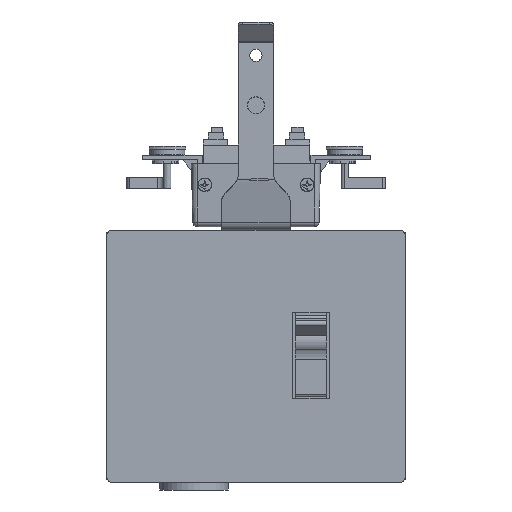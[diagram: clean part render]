
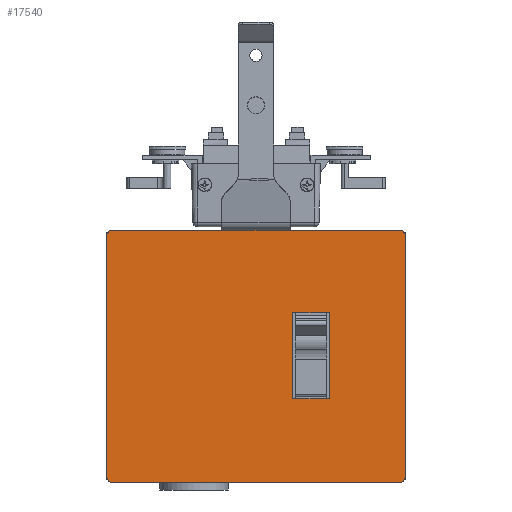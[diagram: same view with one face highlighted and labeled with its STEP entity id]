
A CAD part, front view. The second image highlights one B-rep face of the part: STEP entity #17540.
In plain terms, the highlighted planar face has unit normal (0, -1, 0).
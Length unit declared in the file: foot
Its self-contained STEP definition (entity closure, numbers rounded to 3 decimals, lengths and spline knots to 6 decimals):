
#1524=LINE('',#29522,#3440);
#1525=LINE('',#29526,#3441);
#1526=LINE('',#29530,#3442);
#1527=LINE('',#29534,#3443);
#1528=LINE('',#29538,#3444);
#1529=LINE('',#29540,#3445);
#1530=LINE('',#29542,#3446);
#1531=LINE('',#29543,#3447);
#3440=VECTOR('',#22990,1.);
#3441=VECTOR('',#22993,1.);
#3442=VECTOR('',#22996,1.);
#3443=VECTOR('',#22999,1.);
#3444=VECTOR('',#23002,1.);
#3445=VECTOR('',#23003,1.);
#3446=VECTOR('',#23004,1.);
#3447=VECTOR('',#23005,1.);
#4791=FACE_BOUND('',#6521,.T.);
#5364=FACE_OUTER_BOUND('',#6520,.T.);
#6520=EDGE_LOOP('',(#13636,#13637,#13638,#13639,#13640,#13641,#13642,#13643));
#6521=EDGE_LOOP('',(#13644,#13645,#13646,#13647));
#7326=CIRCLE('',#19786,0.010186);
#7327=CIRCLE('',#19787,0.010186);
#7328=CIRCLE('',#19788,0.010186);
#7329=CIRCLE('',#19789,0.010186);
#8193=VERTEX_POINT('',#29520);
#8194=VERTEX_POINT('',#29521);
#8195=VERTEX_POINT('',#29523);
#8196=VERTEX_POINT('',#29525);
#8197=VERTEX_POINT('',#29527);
#8198=VERTEX_POINT('',#29529);
#8199=VERTEX_POINT('',#29531);
#8200=VERTEX_POINT('',#29533);
#8201=VERTEX_POINT('',#29536);
#8202=VERTEX_POINT('',#29537);
#8203=VERTEX_POINT('',#29539);
#8204=VERTEX_POINT('',#29541);
#10097=EDGE_CURVE('',#8193,#8194,#1524,.T.);
#10098=EDGE_CURVE('',#8194,#8195,#7326,.T.);
#10099=EDGE_CURVE('',#8195,#8196,#1525,.T.);
#10100=EDGE_CURVE('',#8196,#8197,#7327,.T.);
#10101=EDGE_CURVE('',#8197,#8198,#1526,.T.);
#10102=EDGE_CURVE('',#8198,#8199,#7328,.T.);
#10103=EDGE_CURVE('',#8199,#8200,#1527,.T.);
#10104=EDGE_CURVE('',#8200,#8193,#7329,.T.);
#10105=EDGE_CURVE('',#8201,#8202,#1528,.T.);
#10106=EDGE_CURVE('',#8202,#8203,#1529,.T.);
#10107=EDGE_CURVE('',#8203,#8204,#1530,.T.);
#10108=EDGE_CURVE('',#8204,#8201,#1531,.T.);
#13636=ORIENTED_EDGE('',*,*,#10097,.T.);
#13637=ORIENTED_EDGE('',*,*,#10098,.T.);
#13638=ORIENTED_EDGE('',*,*,#10099,.T.);
#13639=ORIENTED_EDGE('',*,*,#10100,.T.);
#13640=ORIENTED_EDGE('',*,*,#10101,.T.);
#13641=ORIENTED_EDGE('',*,*,#10102,.T.);
#13642=ORIENTED_EDGE('',*,*,#10103,.T.);
#13643=ORIENTED_EDGE('',*,*,#10104,.T.);
#13644=ORIENTED_EDGE('',*,*,#10105,.T.);
#13645=ORIENTED_EDGE('',*,*,#10106,.T.);
#13646=ORIENTED_EDGE('',*,*,#10107,.T.);
#13647=ORIENTED_EDGE('',*,*,#10108,.T.);
#16580=PLANE('',#19785);
#17540=ADVANCED_FACE('',(#5364,#4791),#16580,.T.);
#19785=AXIS2_PLACEMENT_3D('',#29519,#22988,#22989);
#19786=AXIS2_PLACEMENT_3D('',#29524,#22991,#22992);
#19787=AXIS2_PLACEMENT_3D('',#29528,#22994,#22995);
#19788=AXIS2_PLACEMENT_3D('',#29532,#22997,#22998);
#19789=AXIS2_PLACEMENT_3D('',#29535,#23000,#23001);
#22988=DIRECTION('center_axis',(0.,-1.,0.));
#22989=DIRECTION('ref_axis',(-1.,0.,0.));
#22990=DIRECTION('',(-1.,0.,0.));
#22991=DIRECTION('center_axis',(0.,-1.,0.));
#22992=DIRECTION('ref_axis',(1.,0.,0.));
#22993=DIRECTION('',(0.,0.,-1.));
#22994=DIRECTION('center_axis',(0.,-1.,0.));
#22995=DIRECTION('ref_axis',(1.,0.,0.));
#22996=DIRECTION('',(1.,0.,0.));
#22997=DIRECTION('center_axis',(0.,-1.,0.));
#22998=DIRECTION('ref_axis',(1.,0.,0.));
#22999=DIRECTION('',(0.,0.,1.));
#23000=DIRECTION('center_axis',(0.,-1.,0.));
#23001=DIRECTION('ref_axis',(1.,0.,0.));
#23002=DIRECTION('',(0.,0.,-1.));
#23003=DIRECTION('',(-1.,0.,0.));
#23004=DIRECTION('',(0.,0.,1.));
#23005=DIRECTION('',(1.,0.,0.));
#29519=CARTESIAN_POINT('Origin',(-0.26048,-0.098685,
-0.163451));
#29520=CARTESIAN_POINT('',(0.260584,-0.098685,-0.163451));
#29521=CARTESIAN_POINT('',(-0.260584,-0.098685,-0.163451));
#29522=CARTESIAN_POINT('',(0.260584,-0.098685,-0.163451));
#29523=CARTESIAN_POINT('',(-0.27077,-0.098685,-0.173636));
#29524=CARTESIAN_POINT('Origin',(-0.260584,-0.098685,
-0.173636));
#29525=CARTESIAN_POINT('',(-0.27077,-0.098685,-0.611598));
#29526=CARTESIAN_POINT('',(-0.27077,-0.098685,-0.173636));
#29527=CARTESIAN_POINT('',(-0.260584,-0.098685,-0.621784));
#29528=CARTESIAN_POINT('Origin',(-0.260584,-0.098685,
-0.611598));
#29529=CARTESIAN_POINT('',(0.260584,-0.098685,-0.621784));
#29530=CARTESIAN_POINT('',(-0.260584,-0.098685,-0.621784));
#29531=CARTESIAN_POINT('',(0.27077,-0.098685,-0.611598));
#29532=CARTESIAN_POINT('Origin',(0.260584,-0.098685,
-0.611598));
#29533=CARTESIAN_POINT('',(0.27077,-0.098685,-0.173636));
#29534=CARTESIAN_POINT('',(0.27077,-0.098685,-0.611598));
#29535=CARTESIAN_POINT('Origin',(0.260584,-0.098685,
-0.173636));
#29536=CARTESIAN_POINT('',(0.13327,-0.098685,-0.313451));
#29537=CARTESIAN_POINT('',(0.13327,-0.098685,-0.470117));
#29538=CARTESIAN_POINT('',(0.13327,-0.098685,-0.313451));
#29539=CARTESIAN_POINT('',(0.066603,-0.098685,-0.470117));
#29540=CARTESIAN_POINT('',(0.13327,-0.098685,-0.470117));
#29541=CARTESIAN_POINT('',(0.066603,-0.098685,-0.313451));
#29542=CARTESIAN_POINT('',(0.066603,-0.098685,-0.470117));
#29543=CARTESIAN_POINT('',(0.066603,-0.098685,-0.313451));
